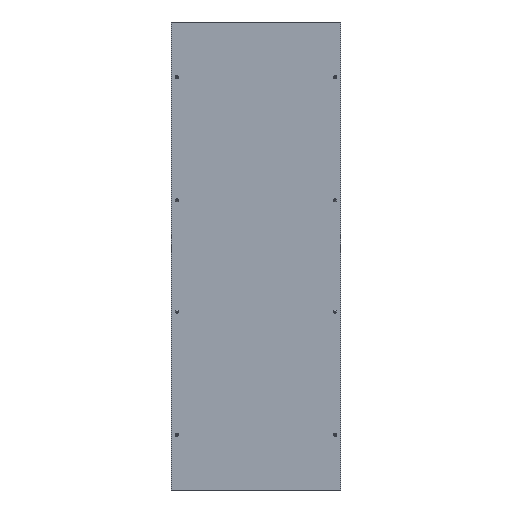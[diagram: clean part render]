
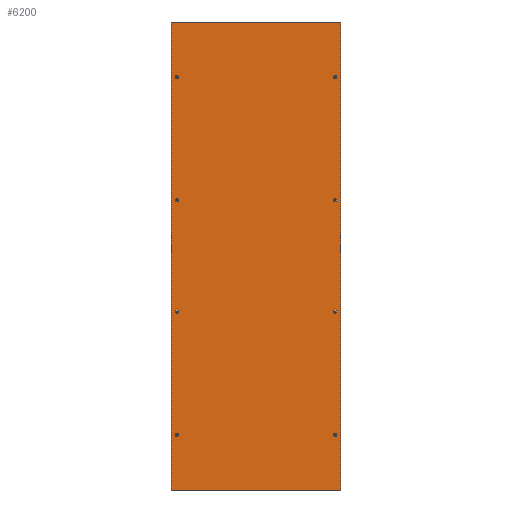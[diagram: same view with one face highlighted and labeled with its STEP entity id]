
A CAD part, left-side view. The second image highlights one B-rep face of the part: STEP entity #6200.
In plain terms, the highlighted planar face has unit normal (-1, 0, 0).
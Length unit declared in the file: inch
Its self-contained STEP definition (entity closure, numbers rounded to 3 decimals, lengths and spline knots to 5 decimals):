
#119 = EDGE_LOOP ( 'NONE', ( #7977 ) ) ;
#168 = VECTOR ( 'NONE', #3303, 39.37008 ) ;
#251 = FACE_BOUND ( 'NONE', #4865, .T. ) ;
#285 = CARTESIAN_POINT ( 'NONE',  ( -0.05906, 14.25197, -10.23622 ) ) ;
#293 = FACE_BOUND ( 'NONE', #5323, .T. ) ;
#333 = AXIS2_PLACEMENT_3D ( 'NONE', #6651, #3396, #5459 ) ;
#409 = VERTEX_POINT ( 'NONE', #285 ) ;
#495 = LINE ( 'NONE', #7287, #1745 ) ;
#520 = DIRECTION ( 'NONE',  ( -1., 0., 0. ) ) ;
#609 = CIRCLE ( 'NONE', #333, 0.27559 ) ;
#744 = CARTESIAN_POINT ( 'NONE',  ( -0.05906, 14.25197, -32.87402 ) ) ;
#755 = EDGE_CURVE ( 'NONE', #6726, #1451, #770, .T. ) ;
#756 = EDGE_CURVE ( 'NONE', #409, #409, #8622, .T. ) ;
#770 = LINE ( 'NONE', #1907, #168 ) ;
#822 = VERTEX_POINT ( 'NONE', #1949 ) ;
#839 = VERTEX_POINT ( 'NONE', #744 ) ;
#917 = FACE_BOUND ( 'NONE', #6799, .T. ) ;
#963 = FACE_BOUND ( 'NONE', #4311, .T. ) ;
#1001 = CARTESIAN_POINT ( 'NONE',  ( -0.05906, -14.80315, 10.23622 ) ) ;
#1047 = EDGE_CURVE ( 'NONE', #4425, #4425, #6779, .T. ) ;
#1059 = FACE_OUTER_BOUND ( 'NONE', #3695, .T. ) ;
#1113 = AXIS2_PLACEMENT_3D ( 'NONE', #2334, #2942, #5531 ) ;
#1169 = CARTESIAN_POINT ( 'NONE',  ( -0.05906, 14.25197, 10.23622 ) ) ;
#1175 = CARTESIAN_POINT ( 'NONE',  ( -0.05906, 15.61024, -42.99213 ) ) ;
#1187 = DIRECTION ( 'NONE',  ( 0., -1., 0. ) ) ;
#1290 = EDGE_CURVE ( 'NONE', #6010, #6726, #8233, .T. ) ;
#1352 = EDGE_CURVE ( 'NONE', #1451, #822, #495, .T. ) ;
#1451 = VERTEX_POINT ( 'NONE', #7158 ) ;
#1506 = EDGE_CURVE ( 'NONE', #2446, #2446, #3714, .T. ) ;
#1721 = FACE_BOUND ( 'NONE', #6249, .T. ) ;
#1745 = VECTOR ( 'NONE', #3809, 39.37008 ) ;
#1757 = AXIS2_PLACEMENT_3D ( 'NONE', #7945, #5819, #1784 ) ;
#1784 = DIRECTION ( 'NONE',  ( 0., -1., 0. ) ) ;
#1868 = ORIENTED_EDGE ( 'NONE', *, *, #755, .T. ) ;
#1907 = CARTESIAN_POINT ( 'NONE',  ( -0.05906, 0., -42.99213 ) ) ;
#1931 = DIRECTION ( 'NONE',  ( -1., 0., 0. ) ) ;
#1949 = CARTESIAN_POINT ( 'NONE',  ( -0.05906, -15.61024, 42.99213 ) ) ;
#2015 = ORIENTED_EDGE ( 'NONE', *, *, #3152, .F. ) ;
#2116 = CIRCLE ( 'NONE', #4079, 0.27559 ) ;
#2195 = ORIENTED_EDGE ( 'NONE', *, *, #7120, .F. ) ;
#2201 = CIRCLE ( 'NONE', #5984, 0.27559 ) ;
#2334 = CARTESIAN_POINT ( 'NONE',  ( -0.05906, 0., 0. ) ) ;
#2446 = VERTEX_POINT ( 'NONE', #6321 ) ;
#2633 = CARTESIAN_POINT ( 'NONE',  ( -0.05906, 14.52756, 32.87402 ) ) ;
#2942 = DIRECTION ( 'NONE',  ( -1., 0., 0. ) ) ;
#3019 = DIRECTION ( 'NONE',  ( 0., 0., -1. ) ) ;
#3028 = EDGE_CURVE ( 'NONE', #4467, #4467, #8643, .T. ) ;
#3152 = EDGE_CURVE ( 'NONE', #6400, #6400, #609, .T. ) ;
#3159 = LINE ( 'NONE', #5844, #5846 ) ;
#3241 = DIRECTION ( 'NONE',  ( 0., -1., 0. ) ) ;
#3303 = DIRECTION ( 'NONE',  ( 0., -1., 0. ) ) ;
#3396 = DIRECTION ( 'NONE',  ( -1., 0., 0. ) ) ;
#3408 = ORIENTED_EDGE ( 'NONE', *, *, #3512, .F. ) ;
#3464 = ORIENTED_EDGE ( 'NONE', *, *, #1352, .T. ) ;
#3512 = EDGE_CURVE ( 'NONE', #7866, #7866, #2201, .T. ) ;
#3515 = CIRCLE ( 'NONE', #6329, 0.27559 ) ;
#3680 = CARTESIAN_POINT ( 'NONE',  ( -0.05906, 15.61024, 0. ) ) ;
#3695 = EDGE_LOOP ( 'NONE', ( #3464, #4190, #4628, #1868 ) ) ;
#3714 = CIRCLE ( 'NONE', #8221, 0.27559 ) ;
#3732 = PLANE ( 'NONE',  #1113 ) ;
#3809 = DIRECTION ( 'NONE',  ( 0., 0., 1. ) ) ;
#3818 = DIRECTION ( 'NONE',  ( 0., 1., 0. ) ) ;
#3907 = EDGE_CURVE ( 'NONE', #822, #6010, #3159, .T. ) ;
#3929 = ORIENTED_EDGE ( 'NONE', *, *, #1506, .F. ) ;
#4002 = DIRECTION ( 'NONE',  ( -1., 0., 0. ) ) ;
#4058 = VERTEX_POINT ( 'NONE', #6742 ) ;
#4079 = AXIS2_PLACEMENT_3D ( 'NONE', #2633, #1931, #1187 ) ;
#4190 = ORIENTED_EDGE ( 'NONE', *, *, #3907, .T. ) ;
#4311 = EDGE_LOOP ( 'NONE', ( #6538 ) ) ;
#4425 = VERTEX_POINT ( 'NONE', #1169 ) ;
#4467 = VERTEX_POINT ( 'NONE', #1001 ) ;
#4530 = CARTESIAN_POINT ( 'NONE',  ( -0.05906, 14.52756, -32.87402 ) ) ;
#4615 = CARTESIAN_POINT ( 'NONE',  ( -0.05906, -14.52756, -10.23622 ) ) ;
#4628 = ORIENTED_EDGE ( 'NONE', *, *, #1290, .T. ) ;
#4635 = DIRECTION ( 'NONE',  ( -1., 0., 0. ) ) ;
#4661 = CARTESIAN_POINT ( 'NONE',  ( -0.05906, 15.61024, 42.99213 ) ) ;
#4865 = EDGE_LOOP ( 'NONE', ( #2195 ) ) ;
#4878 = FACE_BOUND ( 'NONE', #119, .T. ) ;
#5004 = CARTESIAN_POINT ( 'NONE',  ( -0.05906, -14.80315, -10.23622 ) ) ;
#5245 = VECTOR ( 'NONE', #3019, 39.37008 ) ;
#5323 = EDGE_LOOP ( 'NONE', ( #3408 ) ) ;
#5426 = ORIENTED_EDGE ( 'NONE', *, *, #3028, .F. ) ;
#5459 = DIRECTION ( 'NONE',  ( 0., -1., 0. ) ) ;
#5486 = DIRECTION ( 'NONE',  ( -1., 0., 0. ) ) ;
#5526 = CARTESIAN_POINT ( 'NONE',  ( -0.05906, 14.52756, -10.23622 ) ) ;
#5531 = DIRECTION ( 'NONE',  ( 0., 0., 1. ) ) ;
#5632 = EDGE_LOOP ( 'NONE', ( #3929 ) ) ;
#5662 = EDGE_LOOP ( 'NONE', ( #2015 ) ) ;
#5819 = DIRECTION ( 'NONE',  ( -1., 0., 0. ) ) ;
#5844 = CARTESIAN_POINT ( 'NONE',  ( -0.05906, 0., 42.99213 ) ) ;
#5846 = VECTOR ( 'NONE', #3818, 39.37008 ) ;
#5880 = CARTESIAN_POINT ( 'NONE',  ( -0.05906, 14.52756, 10.23622 ) ) ;
#5902 = DIRECTION ( 'NONE',  ( 0., -1., 0. ) ) ;
#5981 = DIRECTION ( 'NONE',  ( 0., -1., 0. ) ) ;
#5984 = AXIS2_PLACEMENT_3D ( 'NONE', #4615, #4002, #5981 ) ;
#6001 = DIRECTION ( 'NONE',  ( 0., -1., 0. ) ) ;
#6010 = VERTEX_POINT ( 'NONE', #4661 ) ;
#6078 = AXIS2_PLACEMENT_3D ( 'NONE', #5526, #5486, #5902 ) ;
#6200 = ADVANCED_FACE ( 'NONE', ( #7755, #4878, #1721, #917, #293, #963, #6240, #251, #1059 ), #3732, .T. ) ;
#6240 = FACE_BOUND ( 'NONE', #5632, .T. ) ;
#6249 = EDGE_LOOP ( 'NONE', ( #5426 ) ) ;
#6321 = CARTESIAN_POINT ( 'NONE',  ( -0.05906, -14.80315, -32.87402 ) ) ;
#6329 = AXIS2_PLACEMENT_3D ( 'NONE', #4530, #520, #6638 ) ;
#6368 = AXIS2_PLACEMENT_3D ( 'NONE', #5880, #7254, #3241 ) ;
#6400 = VERTEX_POINT ( 'NONE', #6487 ) ;
#6487 = CARTESIAN_POINT ( 'NONE',  ( -0.05906, -14.80315, 32.87402 ) ) ;
#6538 = ORIENTED_EDGE ( 'NONE', *, *, #756, .F. ) ;
#6638 = DIRECTION ( 'NONE',  ( 0., -1., 0. ) ) ;
#6651 = CARTESIAN_POINT ( 'NONE',  ( -0.05906, -14.52756, 32.87402 ) ) ;
#6726 = VERTEX_POINT ( 'NONE', #1175 ) ;
#6742 = CARTESIAN_POINT ( 'NONE',  ( -0.05906, 14.25197, 32.87402 ) ) ;
#6779 = CIRCLE ( 'NONE', #6368, 0.27559 ) ;
#6799 = EDGE_LOOP ( 'NONE', ( #7606 ) ) ;
#7120 = EDGE_CURVE ( 'NONE', #839, #839, #3515, .T. ) ;
#7158 = CARTESIAN_POINT ( 'NONE',  ( -0.05906, -15.61024, -42.99213 ) ) ;
#7254 = DIRECTION ( 'NONE',  ( -1., 0., 0. ) ) ;
#7287 = CARTESIAN_POINT ( 'NONE',  ( -0.05906, -15.61024, 0. ) ) ;
#7535 = EDGE_CURVE ( 'NONE', #4058, #4058, #2116, .T. ) ;
#7606 = ORIENTED_EDGE ( 'NONE', *, *, #1047, .F. ) ;
#7755 = FACE_BOUND ( 'NONE', #5662, .T. ) ;
#7866 = VERTEX_POINT ( 'NONE', #5004 ) ;
#7945 = CARTESIAN_POINT ( 'NONE',  ( -0.05906, -14.52756, 10.23622 ) ) ;
#7977 = ORIENTED_EDGE ( 'NONE', *, *, #7535, .F. ) ;
#8221 = AXIS2_PLACEMENT_3D ( 'NONE', #8658, #4635, #6001 ) ;
#8233 = LINE ( 'NONE', #3680, #5245 ) ;
#8622 = CIRCLE ( 'NONE', #6078, 0.27559 ) ;
#8643 = CIRCLE ( 'NONE', #1757, 0.27559 ) ;
#8658 = CARTESIAN_POINT ( 'NONE',  ( -0.05906, -14.52756, -32.87402 ) ) ;
